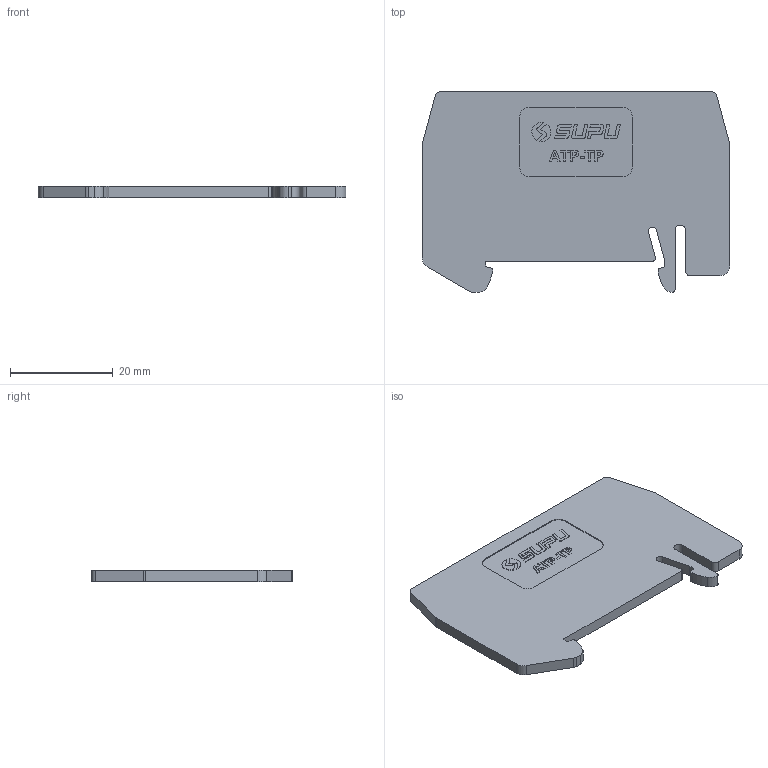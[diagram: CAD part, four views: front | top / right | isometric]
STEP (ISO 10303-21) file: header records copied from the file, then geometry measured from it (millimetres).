
FILE_DESCRIPTION(/* description */ (''),/* implementation_level */ '2;1');
FILE_NAME(/* name */ 'ATP-TP.stp',/* time_stamp */ '2022-04-29T13:21:01+08:00',/* author */ (''),/* organization */ (''),/* preprocessor_version */ 'ST-DEVELOPER v16.7',/* originating_system */ 'SIEMENS PLM Software NX 12.0',/* authorisation */ '');
FILE_SCHEMA (('AUTOMOTIVE_DESIGN { 1 0 10303 214 3 1 1 1 }'));
Length unit declared in the file: millimetre
Products named in the file (1): SP3F1070E22ziv
Bounding box: 59.8 x 38.95 x 2.2 mm (x, y, z)
Volume: 4356.8 mm3; surface area: 4546.5 mm2
Topology: 1 solids, 1 shells, 233 faces, 645 edges, 430 vertices
Faces by surface type: plane 172, cylinder 49, extrusion 12
Entity records: 7771 total; most frequent: CARTESIAN_POINT 2067, ORIENTED_EDGE 1290, DIRECTION 1001, EDGE_CURVE 645, VERTEX_POINT 430, VECTOR 361, LINE 349, AXIS2_PLACEMENT_3D 320
